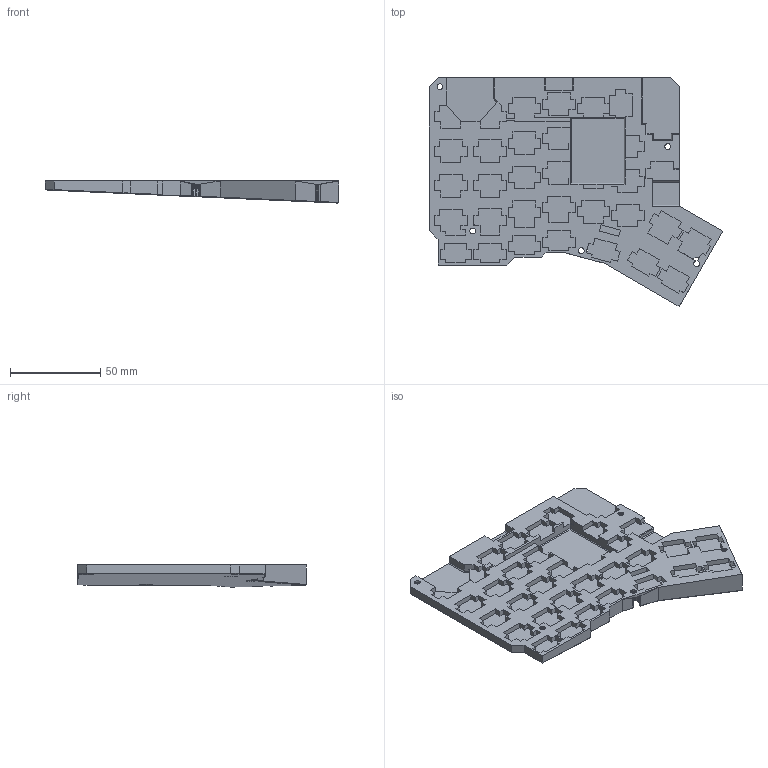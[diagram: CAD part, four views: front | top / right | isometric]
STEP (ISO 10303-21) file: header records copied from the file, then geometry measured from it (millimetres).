
FILE_DESCRIPTION(/* description */ (''),/* implementation_level */ '2;1');
FILE_NAME(/* name */ 'redox case v10.step',/* time_stamp */ '2023-04-26T20:08:56-04:00',/* author */ (''),/* organization */ (''),/* preprocessor_version */ 'ST-DEVELOPER v19.2',/* originating_system */ 'Autodesk Translation Framework v12.4.0.73',/* authorisation */ '');
FILE_SCHEMA (('AUTOMOTIVE_DESIGN { 1 0 10303 214 3 1 1 }'));
Length unit declared in the file: millimetre
Products named in the file (1): redox case
Bounding box: 162.18 x 126.49 x 12.25 mm (x, y, z)
Volume: 93665.2 mm3; surface area: 41721.1 mm2
Topology: 1 solids, 1 shells, 1157 faces, 3007 edges, 1869 vertices
Faces by surface type: plane 1141, bspline 12, cylinder 4
Entity records: 34438 total; most frequent: CARTESIAN_POINT 6426, ORIENTED_EDGE 6014, DIRECTION 5271, EDGE_CURVE 3007, LINE 2971, VECTOR 2971, VERTEX_POINT 1869, EDGE_LOOP 1190
